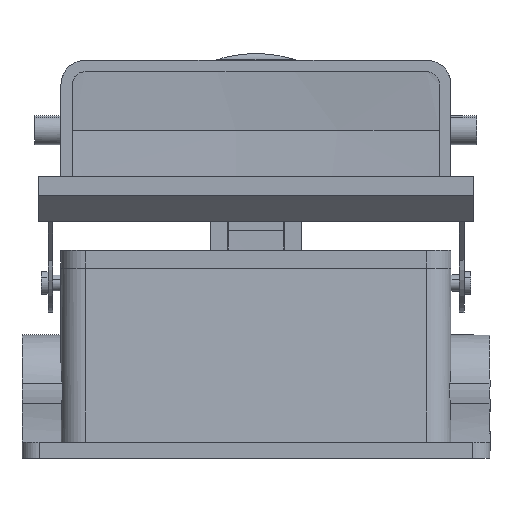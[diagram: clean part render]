
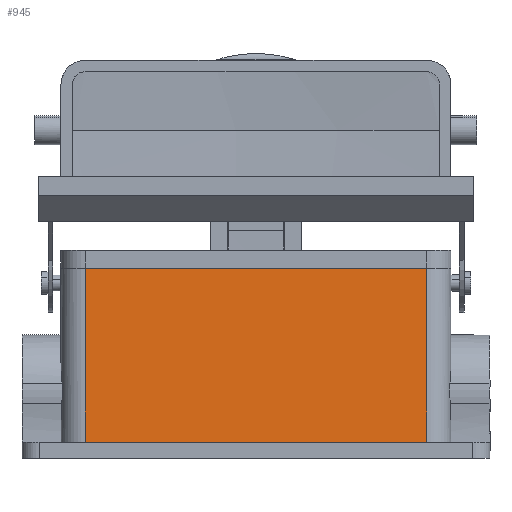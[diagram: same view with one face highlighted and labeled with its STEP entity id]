
A CAD part, left-side view. The second image highlights one B-rep face of the part: STEP entity #945.
In plain terms, the highlighted planar face has unit normal (-0.999, 0, 0.044).
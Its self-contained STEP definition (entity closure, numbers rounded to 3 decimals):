
#918=AXIS2_PLACEMENT_3D('Plane Axis2P3D',#915,#916,#917) ;
#233=CARTESIAN_POINT('Line Origine',(18.5,72.,58.5)) ;
#237=CARTESIAN_POINT('Vertex',(18.5,124.5,58.5)) ;
#239=CARTESIAN_POINT('Vertex',(18.5,19.5,58.5)) ;
#915=CARTESIAN_POINT('Axis2P3D Location',(18.5,72.,58.5)) ;
#920=CARTESIAN_POINT('Line Origine',(17.332,19.5,31.75)) ;
#924=CARTESIAN_POINT('Vertex',(16.164,19.5,5.)) ;
#927=CARTESIAN_POINT('Line Origine',(17.332,124.5,31.75)) ;
#931=CARTESIAN_POINT('Vertex',(16.164,124.5,5.)) ;
#934=CARTESIAN_POINT('Line Origine',(16.164,72.,5.)) ;
#234=DIRECTION('Vector Direction',(0.,1.,0.)) ;
#916=DIRECTION('Axis2P3D Direction',(-0.999,0.,0.044)) ;
#917=DIRECTION('Axis2P3D XDirection',(0.,1.,0.)) ;
#921=DIRECTION('Vector Direction',(-0.044,0.,-0.999)) ;
#928=DIRECTION('Vector Direction',(-0.044,0.,-0.999)) ;
#935=DIRECTION('Vector Direction',(0.,1.,0.)) ;
#235=VECTOR('Line Direction',#234,1.) ;
#922=VECTOR('Line Direction',#921,1.) ;
#929=VECTOR('Line Direction',#928,1.) ;
#936=VECTOR('Line Direction',#935,1.) ;
#940=ORIENTED_EDGE('',*,*,#926,.F.) ;
#941=ORIENTED_EDGE('',*,*,#241,.F.) ;
#942=ORIENTED_EDGE('',*,*,#933,.F.) ;
#943=ORIENTED_EDGE('',*,*,#938,.F.) ;
#945=ADVANCED_FACE('Housing',(#944),#919,.T.) ;
#241=EDGE_CURVE('',#238,#240,#236,.F.) ;
#926=EDGE_CURVE('',#240,#925,#923,.T.) ;
#933=EDGE_CURVE('',#932,#238,#930,.F.) ;
#938=EDGE_CURVE('',#925,#932,#937,.T.) ;
#939=EDGE_LOOP('',(#940,#941,#942,#943)) ;
#944=FACE_OUTER_BOUND('',#939,.T.) ;
#236=LINE('Line',#233,#235) ;
#923=LINE('Line',#920,#922) ;
#930=LINE('Line',#927,#929) ;
#937=LINE('Line',#934,#936) ;
#919=PLANE('',#918) ;
#238=VERTEX_POINT('',#237) ;
#240=VERTEX_POINT('',#239) ;
#925=VERTEX_POINT('',#924) ;
#932=VERTEX_POINT('',#931) ;
